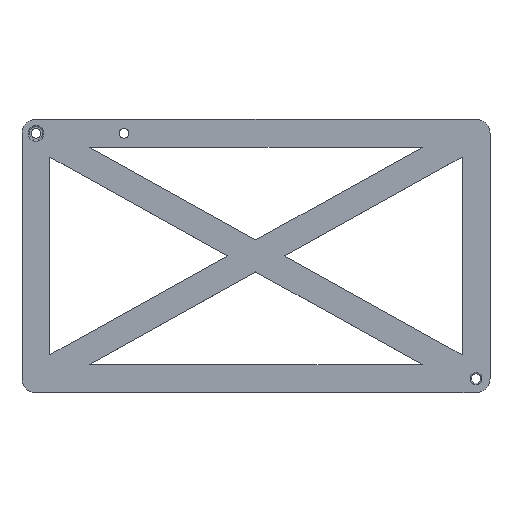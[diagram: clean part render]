
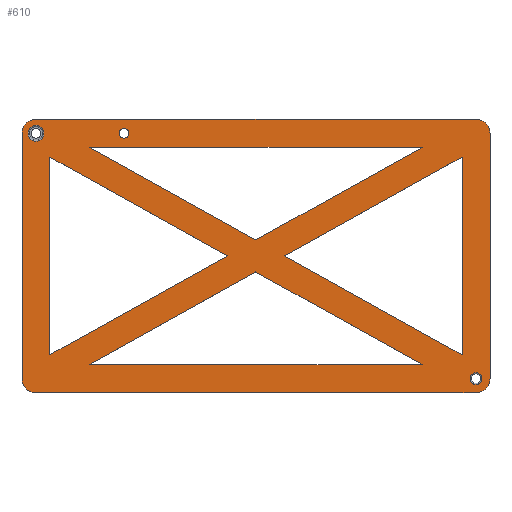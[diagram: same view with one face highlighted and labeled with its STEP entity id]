
A CAD part, top view. The second image highlights one B-rep face of the part: STEP entity #610.
In plain terms, the highlighted planar face has unit normal (0, 0, 1).
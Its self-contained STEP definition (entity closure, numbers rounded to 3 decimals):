
#31=FACE_BOUND('',#221,.T.);
#32=FACE_BOUND('',#222,.T.);
#33=FACE_BOUND('',#223,.T.);
#34=FACE_BOUND('',#224,.T.);
#35=FACE_BOUND('',#225,.T.);
#36=FACE_BOUND('',#226,.T.);
#37=FACE_BOUND('',#227,.T.);
#58=LINE('',#961,#115);
#59=LINE('',#965,#116);
#60=LINE('',#969,#117);
#61=LINE('',#972,#118);
#62=LINE('',#977,#119);
#63=LINE('',#979,#120);
#64=LINE('',#980,#121);
#65=LINE('',#983,#122);
#66=LINE('',#985,#123);
#67=LINE('',#986,#124);
#68=LINE('',#989,#125);
#69=LINE('',#991,#126);
#70=LINE('',#992,#127);
#71=LINE('',#995,#128);
#72=LINE('',#997,#129);
#73=LINE('',#998,#130);
#115=VECTOR('',#771,10.);
#116=VECTOR('',#774,10.);
#117=VECTOR('',#777,10.);
#118=VECTOR('',#780,10.);
#119=VECTOR('',#783,10.);
#120=VECTOR('',#784,10.);
#121=VECTOR('',#785,10.);
#122=VECTOR('',#786,10.);
#123=VECTOR('',#787,10.);
#124=VECTOR('',#788,10.);
#125=VECTOR('',#789,10.);
#126=VECTOR('',#790,10.);
#127=VECTOR('',#791,10.);
#128=VECTOR('',#792,10.);
#129=VECTOR('',#793,10.);
#130=VECTOR('',#794,10.);
#155=PLANE('',#662);
#180=FACE_OUTER_BOUND('',#220,.T.);
#220=EDGE_LOOP('',(#475,#476,#477,#478,#479,#480,#481,#482));
#221=EDGE_LOOP('',(#483));
#222=EDGE_LOOP('',(#484,#485,#486));
#223=EDGE_LOOP('',(#487,#488,#489));
#224=EDGE_LOOP('',(#490,#491,#492));
#225=EDGE_LOOP('',(#493,#494,#495));
#226=EDGE_LOOP('',(#496));
#227=EDGE_LOOP('',(#497));
#271=CIRCLE('',#660,2.05);
#273=CIRCLE('',#663,4.85);
#274=CIRCLE('',#664,4.85);
#275=CIRCLE('',#665,4.85);
#276=CIRCLE('',#666,4.85);
#277=CIRCLE('',#667,2.75);
#278=CIRCLE('',#668,1.65);
#314=VERTEX_POINT('',#953);
#315=VERTEX_POINT('',#957);
#316=VERTEX_POINT('',#958);
#317=VERTEX_POINT('',#960);
#318=VERTEX_POINT('',#962);
#319=VERTEX_POINT('',#964);
#320=VERTEX_POINT('',#966);
#321=VERTEX_POINT('',#968);
#322=VERTEX_POINT('',#970);
#323=VERTEX_POINT('',#973);
#324=VERTEX_POINT('',#975);
#325=VERTEX_POINT('',#976);
#326=VERTEX_POINT('',#978);
#327=VERTEX_POINT('',#981);
#328=VERTEX_POINT('',#982);
#329=VERTEX_POINT('',#984);
#330=VERTEX_POINT('',#987);
#331=VERTEX_POINT('',#988);
#332=VERTEX_POINT('',#990);
#333=VERTEX_POINT('',#993);
#334=VERTEX_POINT('',#994);
#335=VERTEX_POINT('',#996);
#336=VERTEX_POINT('',#999);
#375=EDGE_CURVE('',#314,#314,#271,.T.);
#377=EDGE_CURVE('',#315,#316,#273,.T.);
#378=EDGE_CURVE('',#316,#317,#58,.T.);
#379=EDGE_CURVE('',#317,#318,#274,.T.);
#380=EDGE_CURVE('',#318,#319,#59,.T.);
#381=EDGE_CURVE('',#319,#320,#275,.T.);
#382=EDGE_CURVE('',#320,#321,#60,.T.);
#383=EDGE_CURVE('',#321,#322,#276,.T.);
#384=EDGE_CURVE('',#322,#315,#61,.T.);
#385=EDGE_CURVE('',#323,#323,#277,.T.);
#386=EDGE_CURVE('',#324,#325,#62,.T.);
#387=EDGE_CURVE('',#325,#326,#63,.T.);
#388=EDGE_CURVE('',#326,#324,#64,.T.);
#389=EDGE_CURVE('',#327,#328,#65,.T.);
#390=EDGE_CURVE('',#328,#329,#66,.T.);
#391=EDGE_CURVE('',#329,#327,#67,.T.);
#392=EDGE_CURVE('',#330,#331,#68,.T.);
#393=EDGE_CURVE('',#331,#332,#69,.T.);
#394=EDGE_CURVE('',#332,#330,#70,.T.);
#395=EDGE_CURVE('',#333,#334,#71,.T.);
#396=EDGE_CURVE('',#334,#335,#72,.T.);
#397=EDGE_CURVE('',#335,#333,#73,.T.);
#398=EDGE_CURVE('',#336,#336,#278,.T.);
#475=ORIENTED_EDGE('',*,*,#377,.T.);
#476=ORIENTED_EDGE('',*,*,#378,.T.);
#477=ORIENTED_EDGE('',*,*,#379,.T.);
#478=ORIENTED_EDGE('',*,*,#380,.T.);
#479=ORIENTED_EDGE('',*,*,#381,.T.);
#480=ORIENTED_EDGE('',*,*,#382,.T.);
#481=ORIENTED_EDGE('',*,*,#383,.T.);
#482=ORIENTED_EDGE('',*,*,#384,.T.);
#483=ORIENTED_EDGE('',*,*,#385,.F.);
#484=ORIENTED_EDGE('',*,*,#386,.T.);
#485=ORIENTED_EDGE('',*,*,#387,.T.);
#486=ORIENTED_EDGE('',*,*,#388,.T.);
#487=ORIENTED_EDGE('',*,*,#389,.T.);
#488=ORIENTED_EDGE('',*,*,#390,.T.);
#489=ORIENTED_EDGE('',*,*,#391,.T.);
#490=ORIENTED_EDGE('',*,*,#392,.T.);
#491=ORIENTED_EDGE('',*,*,#393,.T.);
#492=ORIENTED_EDGE('',*,*,#394,.T.);
#493=ORIENTED_EDGE('',*,*,#395,.T.);
#494=ORIENTED_EDGE('',*,*,#396,.T.);
#495=ORIENTED_EDGE('',*,*,#397,.T.);
#496=ORIENTED_EDGE('',*,*,#398,.T.);
#497=ORIENTED_EDGE('',*,*,#375,.F.);
#610=ADVANCED_FACE('',(#180,#31,#32,#33,#34,#35,#36,#37),#155,.T.);
#660=AXIS2_PLACEMENT_3D('',#954,#763,#764);
#662=AXIS2_PLACEMENT_3D('',#956,#767,#768);
#663=AXIS2_PLACEMENT_3D('',#959,#769,#770);
#664=AXIS2_PLACEMENT_3D('',#963,#772,#773);
#665=AXIS2_PLACEMENT_3D('',#967,#775,#776);
#666=AXIS2_PLACEMENT_3D('',#971,#778,#779);
#667=AXIS2_PLACEMENT_3D('',#974,#781,#782);
#668=AXIS2_PLACEMENT_3D('',#1000,#795,#796);
#763=DIRECTION('center_axis',(0.,0.,1.));
#764=DIRECTION('ref_axis',(1.,0.,0.));
#767=DIRECTION('center_axis',(0.,0.,1.));
#768=DIRECTION('ref_axis',(1.,0.,0.));
#769=DIRECTION('center_axis',(0.,0.,1.));
#770=DIRECTION('ref_axis',(1.,0.,0.));
#771=DIRECTION('',(0.,1.,0.));
#772=DIRECTION('center_axis',(0.,0.,1.));
#773=DIRECTION('ref_axis',(1.,0.,0.));
#774=DIRECTION('',(-1.,0.,0.));
#775=DIRECTION('center_axis',(0.,0.,1.));
#776=DIRECTION('ref_axis',(1.,0.,0.));
#777=DIRECTION('',(0.,-1.,0.));
#778=DIRECTION('center_axis',(0.,0.,1.));
#779=DIRECTION('ref_axis',(1.,0.,0.));
#780=DIRECTION('',(1.,0.,0.));
#781=DIRECTION('center_axis',(0.,0.,1.));
#782=DIRECTION('ref_axis',(1.,0.,0.));
#783=DIRECTION('',(0.,-1.,0.));
#784=DIRECTION('',(-0.873,0.487,0.));
#785=DIRECTION('',(0.874,0.487,0.));
#786=DIRECTION('',(0.874,0.487,0.));
#787=DIRECTION('',(0.873,-0.487,0.));
#788=DIRECTION('',(-1.,0.,0.));
#789=DIRECTION('',(-0.874,-0.487,0.));
#790=DIRECTION('',(-0.873,0.487,0.));
#791=DIRECTION('',(1.,0.,0.));
#792=DIRECTION('',(0.,1.,0.));
#793=DIRECTION('',(0.873,-0.487,0.));
#794=DIRECTION('',(-0.874,-0.487,0.));
#795=DIRECTION('center_axis',(0.,0.,-1.));
#796=DIRECTION('ref_axis',(1.,0.,0.));
#953=CARTESIAN_POINT('',(96.05,-42.,8.));
#954=CARTESIAN_POINT('Origin',(94.,-42.,8.));
#956=CARTESIAN_POINT('Origin',(17.75,0.5,8.));
#957=CARTESIAN_POINT('',(94.,-46.85,8.));
#958=CARTESIAN_POINT('',(98.85,-42.,8.));
#959=CARTESIAN_POINT('Origin',(94.,-42.,8.));
#960=CARTESIAN_POINT('',(98.85,43.,8.));
#961=CARTESIAN_POINT('',(98.85,-42.,8.));
#962=CARTESIAN_POINT('',(94.,47.85,8.));
#963=CARTESIAN_POINT('Origin',(94.,43.,8.));
#964=CARTESIAN_POINT('',(-58.5,47.85,8.));
#965=CARTESIAN_POINT('',(-58.5,47.85,8.));
#966=CARTESIAN_POINT('',(-63.35,43.,8.));
#967=CARTESIAN_POINT('Origin',(-58.5,43.,8.));
#968=CARTESIAN_POINT('',(-63.35,-42.826,8.));
#969=CARTESIAN_POINT('',(-63.35,43.,8.));
#970=CARTESIAN_POINT('',(-58.571,-46.85,8.));
#971=CARTESIAN_POINT('Origin',(-58.571,-42.,8.));
#972=CARTESIAN_POINT('',(94.,-46.85,8.));
#973=CARTESIAN_POINT('',(-55.75,43.,8.));
#974=CARTESIAN_POINT('Origin',(-58.5,43.,8.));
#975=CARTESIAN_POINT('',(89.15,34.746,8.));
#976=CARTESIAN_POINT('',(89.15,-33.744,8.));
#977=CARTESIAN_POINT('',(89.15,-42.,8.));
#978=CARTESIAN_POINT('',(27.696,0.509,8.));
#979=CARTESIAN_POINT('',(96.361,-37.764,8.));
#980=CARTESIAN_POINT('',(96.36,38.763,8.));
#981=CARTESIAN_POINT('',(-39.9,-37.15,8.));
#982=CARTESIAN_POINT('',(17.732,-5.042,8.));
#983=CARTESIAN_POINT('',(96.36,38.763,8.));
#984=CARTESIAN_POINT('',(75.337,-37.15,8.));
#985=CARTESIAN_POINT('',(-60.861,38.764,8.));
#986=CARTESIAN_POINT('',(94.,-37.15,8.));
#987=CARTESIAN_POINT('',(75.329,38.15,8.));
#988=CARTESIAN_POINT('',(17.733,6.062,8.));
#989=CARTESIAN_POINT('',(-60.931,-37.763,8.));
#990=CARTESIAN_POINT('',(-39.837,38.15,8.));
#991=CARTESIAN_POINT('',(96.361,-37.764,8.));
#992=CARTESIAN_POINT('',(-58.5,38.15,8.));
#993=CARTESIAN_POINT('',(-53.65,-33.707,8.));
#994=CARTESIAN_POINT('',(-53.65,34.744,8.));
#995=CARTESIAN_POINT('',(-53.65,43.,8.));
#996=CARTESIAN_POINT('',(7.769,0.511,8.));
#997=CARTESIAN_POINT('',(-60.861,38.764,8.));
#998=CARTESIAN_POINT('',(-60.931,-37.763,8.));
#999=CARTESIAN_POINT('',(-29.65,43.,8.));
#1000=CARTESIAN_POINT('Origin',(-28.,43.,8.));
